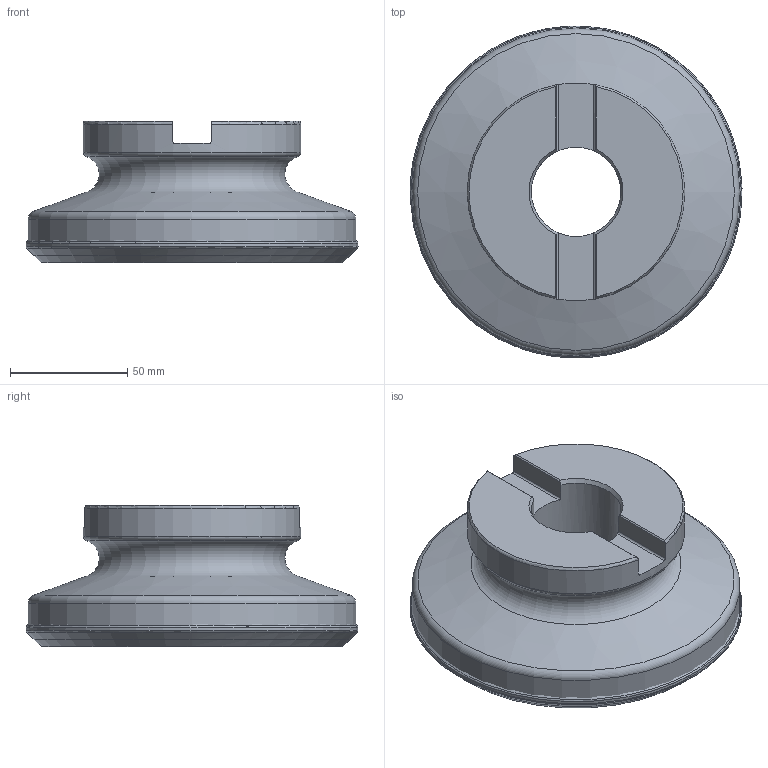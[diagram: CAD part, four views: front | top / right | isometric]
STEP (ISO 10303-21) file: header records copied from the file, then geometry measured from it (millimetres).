
FILE_DESCRIPTION(/* description */ (''),/* implementation_level */ '2;1');
FILE_NAME(/* name */ 'E-CATALOG-F45-SEKT21-D500Z10S150I.stp',/* time_stamp */ '2023-04-19T16:28:25+09:00',/* author */ (''),/* organization */ (''),/* preprocessor_version */ 'ST-DEVELOPER v16',/* originating_system */ 'SIEMENS PLM Software NX 10.0',/* authorisation */ '');
FILE_SCHEMA (('AP203_CONFIGURATION_CONTROLLED_3D_DESIGN_OF_MECHANICAL_PARTS_AND_ASSEMBLIES_MIM_LF { 1 0 10303 403 2 1 2}'));
Length unit declared in the file: millimetre
Products named in the file (1): 10220F84215Bcpto
Bounding box: 141.39 x 141.36 x 60.45 mm (x, y, z)
Volume: 420145.2 mm3; surface area: 72597.5 mm2
Topology: 1 solids, 2 shells, 59 faces, 182 edges, 145 vertices
Faces by surface type: revolution 22, plane 14, torus 11, cylinder 8, cone 4
Full cylindrical faces by diameter (mm): 38.1 x1, 59.995 x1, 92.71 x1, 139.516 x1
Entity records: 2035 total; most frequent: CARTESIAN_POINT 714, DIRECTION 242, ORIENTED_EDGE 196, EDGE_LOOP 98, EDGE_CURVE 98, AXIS2_PLACEMENT_3D 92, FACE_BOUND 78, VERTEX_POINT 78
